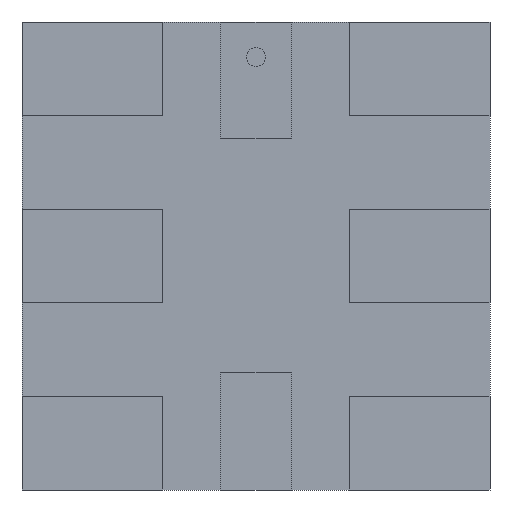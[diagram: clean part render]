
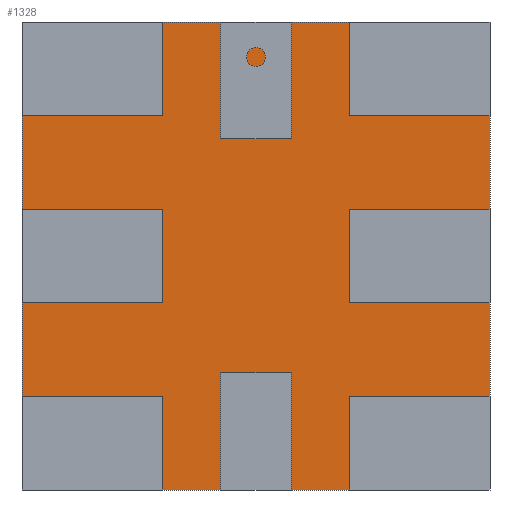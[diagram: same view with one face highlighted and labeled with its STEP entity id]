
A CAD part, front view. The second image highlights one B-rep face of the part: STEP entity #1328.
In plain terms, the highlighted planar face has unit normal (0, -1, 0).
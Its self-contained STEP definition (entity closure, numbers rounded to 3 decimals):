
#111=FACE_OUTER_BOUND('',#199,.T.);
#199=EDGE_LOOP('',(#1066,#1067,#1068,#1069));
#326=LINE('',#2032,#494);
#330=LINE('',#2040,#498);
#333=LINE('',#2046,#501);
#336=LINE('',#2051,#504);
#494=VECTOR('',#1668,10.);
#498=VECTOR('',#1674,10.);
#501=VECTOR('',#1679,10.);
#504=VECTOR('',#1684,10.);
#632=VERTEX_POINT('',#2030);
#633=VERTEX_POINT('',#2031);
#636=VERTEX_POINT('',#2039);
#638=VERTEX_POINT('',#2045);
#778=EDGE_CURVE('',#632,#633,#326,.T.);
#782=EDGE_CURVE('',#633,#636,#330,.T.);
#785=EDGE_CURVE('',#636,#638,#333,.T.);
#788=EDGE_CURVE('',#638,#632,#336,.T.);
#1066=ORIENTED_EDGE('',*,*,#788,.T.);
#1067=ORIENTED_EDGE('',*,*,#778,.T.);
#1068=ORIENTED_EDGE('',*,*,#782,.T.);
#1069=ORIENTED_EDGE('',*,*,#785,.T.);
#1243=PLANE('',#1431);
#1328=ADVANCED_FACE('',(#111),#1243,.F.);
#1431=AXIS2_PLACEMENT_3D('',#2054,#1688,#1689);
#1668=DIRECTION('',(0.,0.,-1.));
#1674=DIRECTION('',(1.,0.,0.));
#1679=DIRECTION('',(0.,0.,1.));
#1684=DIRECTION('',(-1.,0.,0.));
#1688=DIRECTION('center_axis',(0.,1.,0.));
#1689=DIRECTION('ref_axis',(1.,0.,0.));
#2030=CARTESIAN_POINT('',(-1.,0.,1.));
#2031=CARTESIAN_POINT('',(-1.,0.,-1.));
#2032=CARTESIAN_POINT('',(-1.,0.,1.));
#2039=CARTESIAN_POINT('',(1.,0.,-1.));
#2040=CARTESIAN_POINT('',(-1.,0.,-1.));
#2045=CARTESIAN_POINT('',(1.,0.,1.));
#2046=CARTESIAN_POINT('',(1.,0.,-1.));
#2051=CARTESIAN_POINT('',(1.,0.,1.));
#2054=CARTESIAN_POINT('Origin',(0.,0.,0.));
